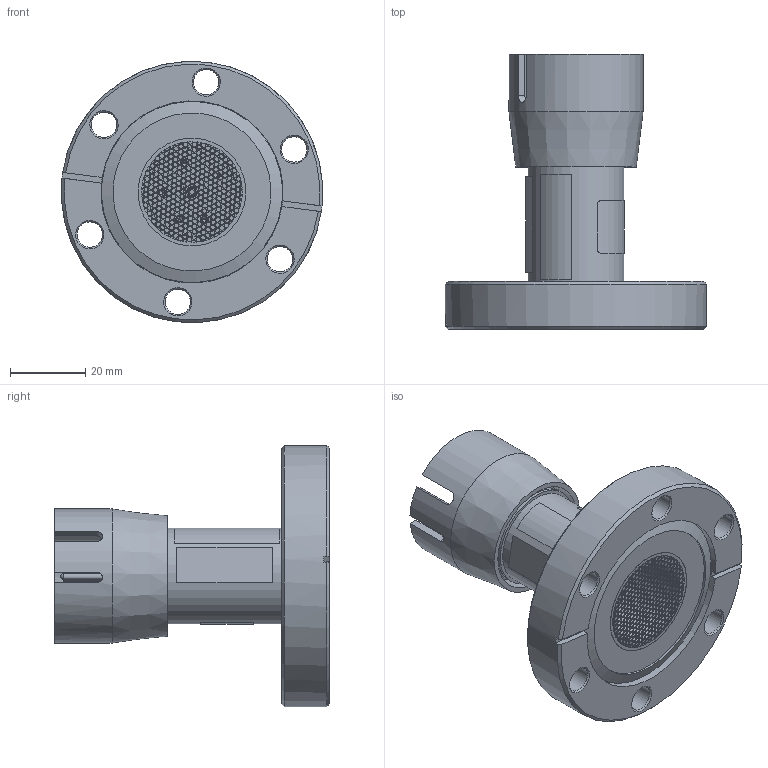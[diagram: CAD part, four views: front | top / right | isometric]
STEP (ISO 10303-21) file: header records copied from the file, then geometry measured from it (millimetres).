
FILE_DESCRIPTION (( 'STEP AP214' ), '1' );
FILE_NAME ('399-765 40CF.STEP', '2018-02-06T21:29:06', ( '' ), ( '' ), 'SwSTEP 2.0', 'SolidWorks 2013', '' );
FILE_SCHEMA (( 'AUTOMOTIVE_DESIGN' ));
Length unit declared in the file: inch
Products named in the file (1): 399-765 40CF
Bounding box: 69.27 x 72.9 x 69.27 mm (x, y, z)
Surface area: 28530.7 mm2 (no closed solid volume)
Topology: 0 solids, 18 shells, 475 faces, 1532 edges, 1056 vertices
Faces by surface type: cylinder 398, plane 33, cone 22, torus 9, bspline 8, sphere 5
Full cylindrical faces by diameter (mm): 1.194 x279, 1.575 x5, 2.057 x4, 2.845 x1, 6.731 x6, 23.622 x2, 25.4 x2, 25.654 x1, 27.178 x1, 28.575 x1, 29.337 x1, 31.242 x1, 35.56 x1, 39.624 x1, 41.91 x1, 48.311 x1, 69.342 x1
Entity records: 22262 total; most frequent: CARTESIAN_POINT 3091, DIRECTION 2968, ORIENTED_EDGE 1721, AXIS2_PLACEMENT_3D 1383, EDGE_LOOP 1190, EDGE_CURVE 1161, VERTEX_POINT 1022, CIRCLE 915
